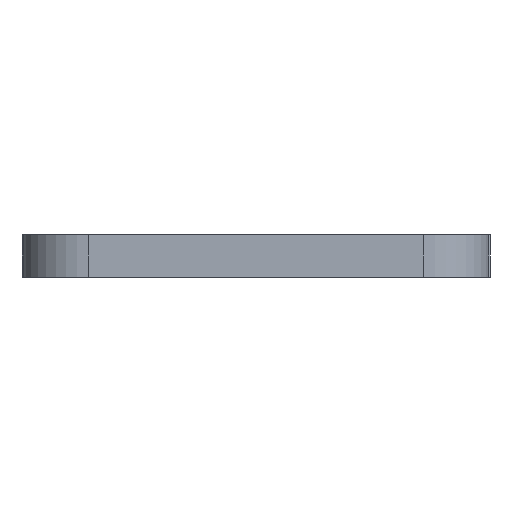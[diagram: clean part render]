
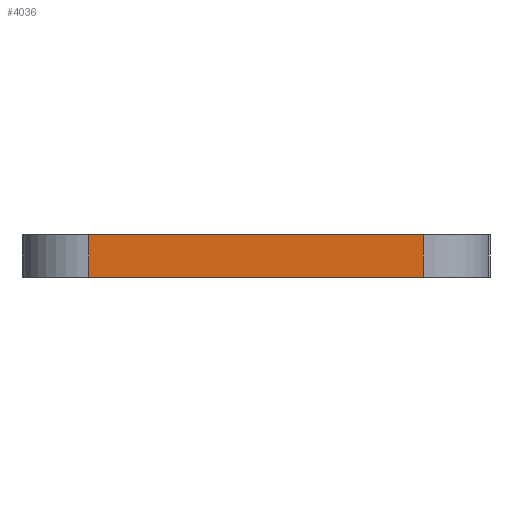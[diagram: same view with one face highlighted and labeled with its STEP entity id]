
A CAD part, front view. The second image highlights one B-rep face of the part: STEP entity #4036.
In plain terms, the highlighted planar face has unit normal (0, -1, 0).
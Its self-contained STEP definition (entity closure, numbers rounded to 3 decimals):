
#55 = PLANE('',#56);
#56 = AXIS2_PLACEMENT_3D('',#57,#58,#59);
#57 = CARTESIAN_POINT('',(148.501,-105.004,0.));
#58 = DIRECTION('',(-0.,-0.,-1.));
#59 = DIRECTION('',(-1.,0.,0.));
#109 = PLANE('',#110);
#110 = AXIS2_PLACEMENT_3D('',#111,#112,#113);
#111 = CARTESIAN_POINT('',(148.501,-105.004,1.6));
#112 = DIRECTION('',(-0.,-0.,-1.));
#113 = DIRECTION('',(-1.,0.,0.));
#511 = VERTEX_POINT('',#512);
#512 = CARTESIAN_POINT('',(154.851,-115.354,0.));
#531 = CYLINDRICAL_SURFACE('',#532,2.54);
#532 = AXIS2_PLACEMENT_3D('',#533,#534,#535);
#533 = CARTESIAN_POINT('',(154.851,-112.814,0.));
#534 = DIRECTION('',(-0.,-0.,-1.));
#535 = DIRECTION('',(1.,0.,-0.));
#543 = EDGE_CURVE('',#511,#544,#546,.T.);
#544 = VERTEX_POINT('',#545);
#545 = CARTESIAN_POINT('',(142.151,-115.354,0.));
#546 = SURFACE_CURVE('',#547,(#551,#558),.PCURVE_S1.);
#547 = LINE('',#548,#549);
#548 = CARTESIAN_POINT('',(154.851,-115.354,0.));
#549 = VECTOR('',#550,1.);
#550 = DIRECTION('',(-1.,0.,0.));
#551 = PCURVE('',#55,#552);
#552 = DEFINITIONAL_REPRESENTATION('',(#553),#557);
#553 = LINE('',#554,#555);
#554 = CARTESIAN_POINT('',(-6.35,-10.35));
#555 = VECTOR('',#556,1.);
#556 = DIRECTION('',(1.,0.));
#557 = ( GEOMETRIC_REPRESENTATION_CONTEXT(2) 
PARAMETRIC_REPRESENTATION_CONTEXT() REPRESENTATION_CONTEXT('2D SPACE',''
  ) );
#558 = PCURVE('',#559,#564);
#559 = PLANE('',#560);
#560 = AXIS2_PLACEMENT_3D('',#561,#562,#563);
#561 = CARTESIAN_POINT('',(154.851,-115.354,0.));
#562 = DIRECTION('',(0.,-1.,0.));
#563 = DIRECTION('',(-1.,0.,0.));
#564 = DEFINITIONAL_REPRESENTATION('',(#565),#569);
#565 = LINE('',#566,#567);
#566 = CARTESIAN_POINT('',(0.,0.));
#567 = VECTOR('',#568,1.);
#568 = DIRECTION('',(1.,0.));
#569 = ( GEOMETRIC_REPRESENTATION_CONTEXT(2) 
PARAMETRIC_REPRESENTATION_CONTEXT() REPRESENTATION_CONTEXT('2D SPACE',''
  ) );
#592 = CYLINDRICAL_SURFACE('',#593,2.54);
#593 = AXIS2_PLACEMENT_3D('',#594,#595,#596);
#594 = CARTESIAN_POINT('',(142.151,-112.814,0.));
#595 = DIRECTION('',(-0.,-0.,-1.));
#596 = DIRECTION('',(1.,0.,-0.));
#2227 = VERTEX_POINT('',#2228);
#2228 = CARTESIAN_POINT('',(154.851,-115.354,1.6));
#2254 = EDGE_CURVE('',#2227,#2255,#2257,.T.);
#2255 = VERTEX_POINT('',#2256);
#2256 = CARTESIAN_POINT('',(142.151,-115.354,1.6));
#2257 = SURFACE_CURVE('',#2258,(#2262,#2269),.PCURVE_S1.);
#2258 = LINE('',#2259,#2260);
#2259 = CARTESIAN_POINT('',(154.851,-115.354,1.6));
#2260 = VECTOR('',#2261,1.);
#2261 = DIRECTION('',(-1.,0.,0.));
#2262 = PCURVE('',#109,#2263);
#2263 = DEFINITIONAL_REPRESENTATION('',(#2264),#2268);
#2264 = LINE('',#2265,#2266);
#2265 = CARTESIAN_POINT('',(-6.35,-10.35));
#2266 = VECTOR('',#2267,1.);
#2267 = DIRECTION('',(1.,0.));
#2268 = ( GEOMETRIC_REPRESENTATION_CONTEXT(2) 
PARAMETRIC_REPRESENTATION_CONTEXT() REPRESENTATION_CONTEXT('2D SPACE',''
  ) );
#2269 = PCURVE('',#559,#2270);
#2270 = DEFINITIONAL_REPRESENTATION('',(#2271),#2275);
#2271 = LINE('',#2272,#2273);
#2272 = CARTESIAN_POINT('',(0.,-1.6));
#2273 = VECTOR('',#2274,1.);
#2274 = DIRECTION('',(1.,0.));
#2275 = ( GEOMETRIC_REPRESENTATION_CONTEXT(2) 
PARAMETRIC_REPRESENTATION_CONTEXT() REPRESENTATION_CONTEXT('2D SPACE',''
  ) );
#4016 = EDGE_CURVE('',#544,#2255,#4017,.T.);
#4017 = SURFACE_CURVE('',#4018,(#4022,#4029),.PCURVE_S1.);
#4018 = LINE('',#4019,#4020);
#4019 = CARTESIAN_POINT('',(142.151,-115.354,0.));
#4020 = VECTOR('',#4021,1.);
#4021 = DIRECTION('',(0.,0.,1.));
#4022 = PCURVE('',#592,#4023);
#4023 = DEFINITIONAL_REPRESENTATION('',(#4024),#4028);
#4024 = LINE('',#4025,#4026);
#4025 = CARTESIAN_POINT('',(-4.712,0.));
#4026 = VECTOR('',#4027,1.);
#4027 = DIRECTION('',(-0.,-1.));
#4028 = ( GEOMETRIC_REPRESENTATION_CONTEXT(2) 
PARAMETRIC_REPRESENTATION_CONTEXT() REPRESENTATION_CONTEXT('2D SPACE',''
  ) );
#4029 = PCURVE('',#559,#4030);
#4030 = DEFINITIONAL_REPRESENTATION('',(#4031),#4035);
#4031 = LINE('',#4032,#4033);
#4032 = CARTESIAN_POINT('',(12.7,0.));
#4033 = VECTOR('',#4034,1.);
#4034 = DIRECTION('',(0.,-1.));
#4035 = ( GEOMETRIC_REPRESENTATION_CONTEXT(2) 
PARAMETRIC_REPRESENTATION_CONTEXT() REPRESENTATION_CONTEXT('2D SPACE',''
  ) );
#4036 = ADVANCED_FACE('',(#4037),#559,.T.);
#4037 = FACE_BOUND('',#4038,.T.);
#4038 = EDGE_LOOP('',(#4039,#4060,#4061,#4062));
#4039 = ORIENTED_EDGE('',*,*,#4040,.T.);
#4040 = EDGE_CURVE('',#511,#2227,#4041,.T.);
#4041 = SURFACE_CURVE('',#4042,(#4046,#4053),.PCURVE_S1.);
#4042 = LINE('',#4043,#4044);
#4043 = CARTESIAN_POINT('',(154.851,-115.354,0.));
#4044 = VECTOR('',#4045,1.);
#4045 = DIRECTION('',(0.,0.,1.));
#4046 = PCURVE('',#559,#4047);
#4047 = DEFINITIONAL_REPRESENTATION('',(#4048),#4052);
#4048 = LINE('',#4049,#4050);
#4049 = CARTESIAN_POINT('',(0.,0.));
#4050 = VECTOR('',#4051,1.);
#4051 = DIRECTION('',(0.,-1.));
#4052 = ( GEOMETRIC_REPRESENTATION_CONTEXT(2) 
PARAMETRIC_REPRESENTATION_CONTEXT() REPRESENTATION_CONTEXT('2D SPACE',''
  ) );
#4053 = PCURVE('',#531,#4054);
#4054 = DEFINITIONAL_REPRESENTATION('',(#4055),#4059);
#4055 = LINE('',#4056,#4057);
#4056 = CARTESIAN_POINT('',(-4.712,0.));
#4057 = VECTOR('',#4058,1.);
#4058 = DIRECTION('',(-0.,-1.));
#4059 = ( GEOMETRIC_REPRESENTATION_CONTEXT(2) 
PARAMETRIC_REPRESENTATION_CONTEXT() REPRESENTATION_CONTEXT('2D SPACE',''
  ) );
#4060 = ORIENTED_EDGE('',*,*,#2254,.T.);
#4061 = ORIENTED_EDGE('',*,*,#4016,.F.);
#4062 = ORIENTED_EDGE('',*,*,#543,.F.);
